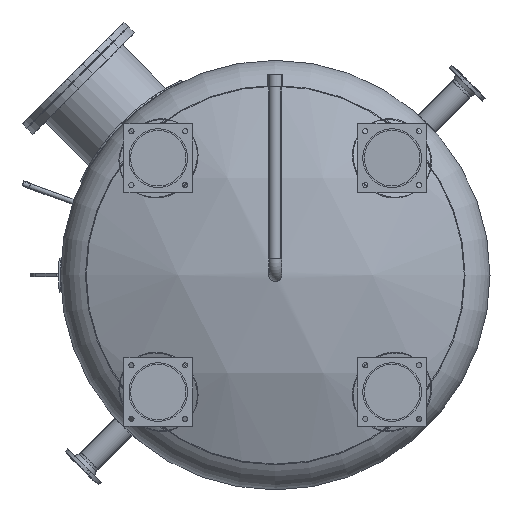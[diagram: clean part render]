
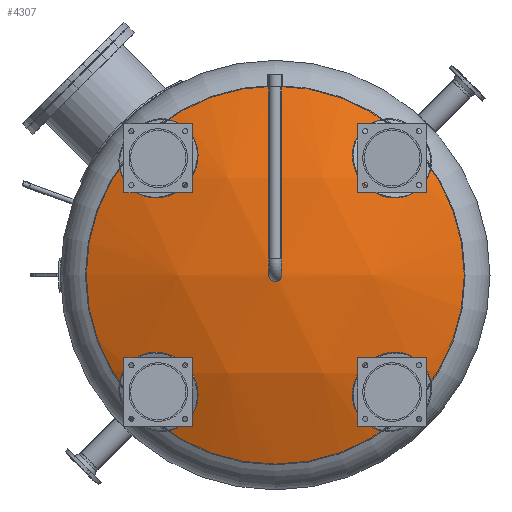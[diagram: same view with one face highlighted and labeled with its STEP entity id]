
A CAD part, front view. The second image highlights one B-rep face of the part: STEP entity #4307.
In plain terms, the highlighted spherical face has radius 2007.8 mm.
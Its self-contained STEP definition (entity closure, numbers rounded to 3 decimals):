
#405=FACE_BOUND('',#830,.T.);
#577=SPHERICAL_SURFACE('',#5000,2007.8);
#595=FACE_OUTER_BOUND('',#829,.T.);
#829=EDGE_LOOP('',(#2953,#2954));
#830=EDGE_LOOP('',(#2955));
#1689=CIRCLE('',#4991,30.15);
#1691=CIRCLE('',#4994,883.655);
#1692=CIRCLE('',#4995,883.655);
#1962=VERTEX_POINT('',#6938);
#1964=VERTEX_POINT('',#6944);
#1965=VERTEX_POINT('',#6945);
#2363=EDGE_CURVE('',#1962,#1962,#1689,.T.);
#2366=EDGE_CURVE('',#1964,#1965,#1691,.T.);
#2367=EDGE_CURVE('',#1965,#1964,#1692,.T.);
#2953=ORIENTED_EDGE('',*,*,#2366,.T.);
#2954=ORIENTED_EDGE('',*,*,#2367,.T.);
#2955=ORIENTED_EDGE('',*,*,#2363,.T.);
#4307=ADVANCED_FACE('',(#595,#405),#577,.T.);
#4991=AXIS2_PLACEMENT_3D('',#6939,#5567,#5568);
#4994=AXIS2_PLACEMENT_3D('',#6946,#5574,#5575);
#4995=AXIS2_PLACEMENT_3D('',#6947,#5576,#5577);
#5000=AXIS2_PLACEMENT_3D('',#6955,#5586,#5587);
#5567=DIRECTION('center_axis',(0.,-1.,0.));
#5568=DIRECTION('ref_axis',(1.,0.,0.));
#5574=DIRECTION('center_axis',(0.,1.,0.));
#5575=DIRECTION('ref_axis',(-1.,0.,0.));
#5576=DIRECTION('center_axis',(0.,1.,0.));
#5577=DIRECTION('ref_axis',(-1.,0.,0.));
#5586=DIRECTION('center_axis',(0.,0.,1.));
#5587=DIRECTION('ref_axis',(1.,0.,0.));
#6938=CARTESIAN_POINT('',(-30.15,422.225,0.));
#6939=CARTESIAN_POINT('Origin',(0.,422.225,0.));
#6944=CARTESIAN_POINT('',(-883.655,217.542,0.));
#6945=CARTESIAN_POINT('',(0.,217.542,-883.655));
#6946=CARTESIAN_POINT('Origin',(0.,217.542,
0.));
#6947=CARTESIAN_POINT('Origin',(0.,217.542,
0.));
#6955=CARTESIAN_POINT('Origin',(0.,-1585.349,0.));
